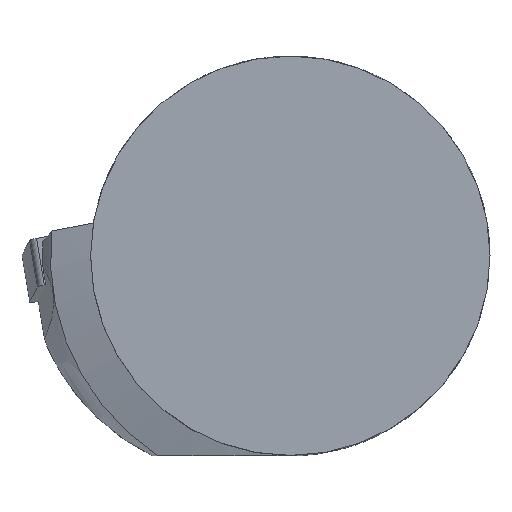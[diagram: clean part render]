
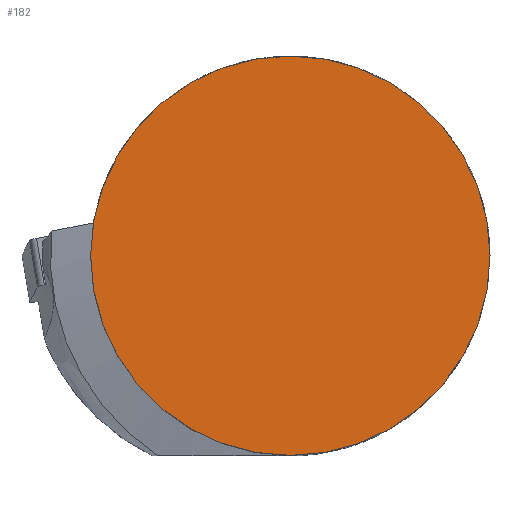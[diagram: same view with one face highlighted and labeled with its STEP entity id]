
A CAD part, top view. The second image highlights one B-rep face of the part: STEP entity #182.
In plain terms, the highlighted planar face has unit normal (0, 0, 1).
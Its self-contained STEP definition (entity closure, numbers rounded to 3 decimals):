
#129=FACE_OUTER_BOUND('',#265,.T.);
#182=ADVANCED_FACE('',(#129),#210,.T.);
#210=PLANE('',#934);
#265=EDGE_LOOP('',(#481));
#313=CIRCLE('',#890,20.);
#481=ORIENTED_EDGE('',*,*,#634,.T.);
#564=VERTEX_POINT('',#1321);
#634=EDGE_CURVE('',#564,#564,#313,.T.);
#890=AXIS2_PLACEMENT_3D('',#1320,#1008,#1009);
#934=AXIS2_PLACEMENT_3D('',#1445,#1118,#1119);
#1008=DIRECTION('',(0.,0.,1.));
#1009=DIRECTION('',(1.,0.,0.));
#1118=DIRECTION('',(0.,0.,1.));
#1119=DIRECTION('',(1.,0.,0.));
#1320=CARTESIAN_POINT('',(0.,0.,0.));
#1321=CARTESIAN_POINT('',(20.,0.,0.));
#1445=CARTESIAN_POINT('',(0.,0.,0.));
